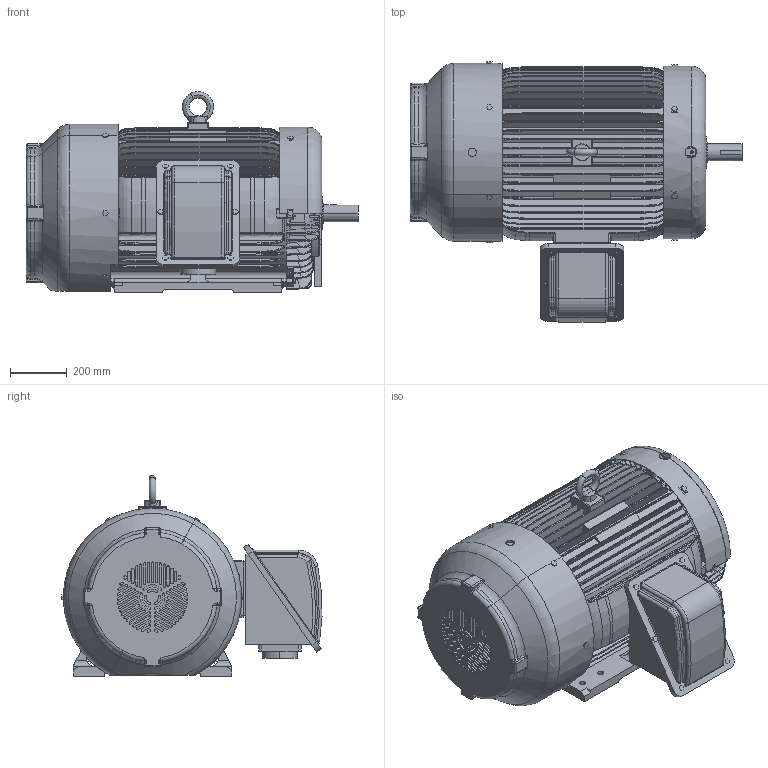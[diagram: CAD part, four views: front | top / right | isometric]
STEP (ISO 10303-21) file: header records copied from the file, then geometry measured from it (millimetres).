
FILE_DESCRIPTION(('CATIA V5 STEP Exchange'),'2;1');
FILE_NAME('3A043A059.stp','2013-12-18T07:23:27+00:00',('none'),('none'),'Unofficial Packaging Version','CATIA V5 STEP AP203','none');
FILE_SCHEMA(('CONFIG_CONTROL_DESIGN'));
Length unit declared in the file: millimetre
Products named in the file (1): #14
Bounding box: 1172.65 x 918.42 x 709.39 mm (x, y, z)
Volume: 197278119.6 mm3; surface area: 7698016.2 mm2
Topology: 13 solids, 32 shells, 4195 faces, 10610 edges, 6481 vertices
Faces by surface type: bspline 1707, plane 1069, cylinder 1061, cone 168, torus 130, sphere 30, revolution 16, extrusion 14
Entity records: 212547 total; most frequent: CARTESIAN_POINT 132569, ORIENTED_EDGE 21076, EDGE_CURVE 10538, DIRECTION 8501, VERTEX_POINT 6476, B_SPLINE_CURVE_WITH_KNOTS 5217, EDGE_LOOP 4424, ADVANCED_FACE 4195
